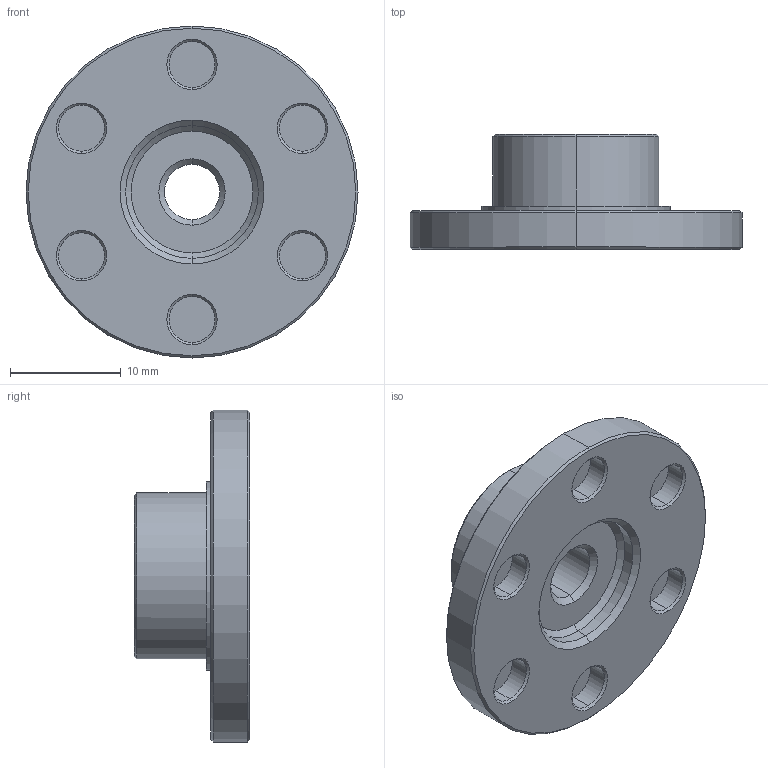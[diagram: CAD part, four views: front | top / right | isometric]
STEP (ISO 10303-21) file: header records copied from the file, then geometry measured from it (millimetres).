
FILE_DESCRIPTION (( 'STEP AP203' ), '1' );
FILE_NAME ('W儂凳怀堤粣', '2024-03-14T14:20:16', ( '' ), ( '' ), 'SwSTEP 2.0', 'SolidWorks 2022', '' );
FILE_SCHEMA (( 'CONFIG_CONTROL_DESIGN' ));
Length unit declared in the file: millimetre
Products named in the file (1): W机构输出轴_3__á_3__¨￠
Bounding box: 30 x 10.4 x 30 mm (x, y, z)
Volume: 3052.8 mm3; surface area: 2488.1 mm2
Topology: 1 solids, 1 shells, 71 faces, 142 edges, 86 vertices
Faces by surface type: cylinder 30, cone 26, plane 15
Entity records: 1935 total; most frequent: DIRECTION 372, CARTESIAN_POINT 300, ORIENTED_EDGE 284, AXIS2_PLACEMENT_3D 158, EDGE_CURVE 142, CIRCLE 86, EDGE_LOOP 86, VERTEX_POINT 86
